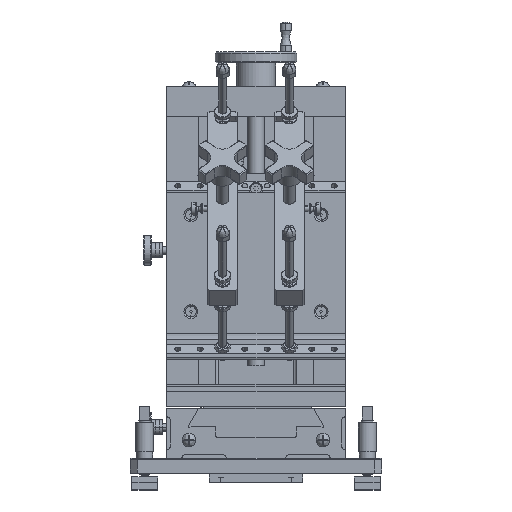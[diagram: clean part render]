
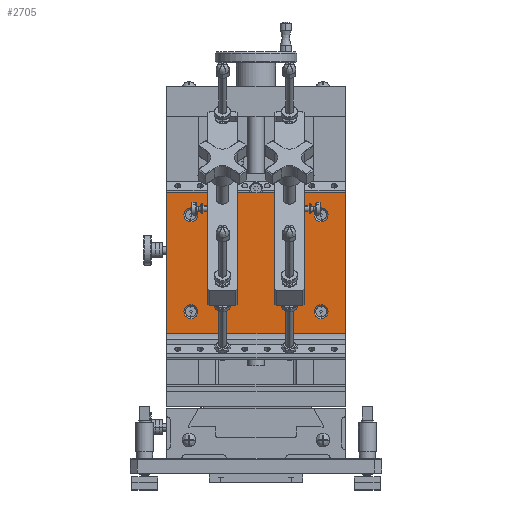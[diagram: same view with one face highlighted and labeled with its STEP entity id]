
A CAD part, top view. The second image highlights one B-rep face of the part: STEP entity #2705.
In plain terms, the highlighted planar face has unit normal (0, 0, 1).
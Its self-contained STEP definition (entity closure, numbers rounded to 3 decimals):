
#26 = CARTESIAN_POINT ( 'NONE',  ( -55.563, 214.723, 11.7 ) ) ;
#126 = EDGE_CURVE ( 'NONE', #32078, #26736, #26986, .T. ) ;
#475 = VERTEX_POINT ( 'NONE', #43681 ) ;
#1171 = VECTOR ( 'NONE', #1643, 1000. ) ;
#1643 = DIRECTION ( 'NONE',  ( 0., -1., 0. ) ) ;
#2511 = AXIS2_PLACEMENT_3D ( 'NONE', #44222, #13266, #20481 ) ;
#2691 = FACE_BOUND ( 'NONE', #3317, .T. ) ;
#2705 = ADVANCED_FACE ( 'NONE', ( #40418, #33644, #30245, #2691, #37465 ), #9462, .F. ) ;
#2727 = ORIENTED_EDGE ( 'NONE', *, *, #26538, .F. ) ;
#3031 = DIRECTION ( 'NONE',  ( 1., 0., 0. ) ) ;
#3317 = EDGE_LOOP ( 'NONE', ( #13539, #43330 ) ) ;
#3603 = CARTESIAN_POINT ( 'NONE',  ( 55.562, 226.602, 11.7 ) ) ;
#3963 = CIRCLE ( 'NONE', #2511, 5.939 ) ;
#4251 = CIRCLE ( 'NONE', #21546, 5.939 ) ;
#4377 = AXIS2_PLACEMENT_3D ( 'NONE', #14773, #11380, #18379 ) ;
#5116 = CARTESIAN_POINT ( 'NONE',  ( -55.563, 132.173, 11.7 ) ) ;
#5569 = CARTESIAN_POINT ( 'NONE',  ( 55.562, 220.662, 11.7 ) ) ;
#5779 = DIRECTION ( 'NONE',  ( 0., 1., 0. ) ) ;
#5978 = DIRECTION ( 'NONE',  ( 0., 1., 0. ) ) ;
#6399 = DIRECTION ( 'NONE',  ( 0., 1., 0. ) ) ;
#6465 = EDGE_CURVE ( 'NONE', #26302, #20620, #11470, .T. ) ;
#7296 = VERTEX_POINT ( 'NONE', #26 ) ;
#7324 = CARTESIAN_POINT ( 'NONE',  ( -55.563, 220.662, 11.7 ) ) ;
#7817 = CARTESIAN_POINT ( 'NONE',  ( 55.562, 138.112, 11.7 ) ) ;
#8355 = EDGE_CURVE ( 'NONE', #12516, #33691, #19731, .T. ) ;
#8715 = CARTESIAN_POINT ( 'NONE',  ( -76.2, 239.712, 11.7 ) ) ;
#8901 = ORIENTED_EDGE ( 'NONE', *, *, #6465, .F. ) ;
#8971 = CIRCLE ( 'NONE', #19765, 5.939 ) ;
#9201 = VERTEX_POINT ( 'NONE', #41612 ) ;
#9462 = PLANE ( 'NONE',  #11959 ) ;
#9695 = DIRECTION ( 'NONE',  ( 0., 0., -1. ) ) ;
#11308 = ORIENTED_EDGE ( 'NONE', *, *, #20208, .F. ) ;
#11376 = EDGE_CURVE ( 'NONE', #20156, #32078, #43225, .T. ) ;
#11380 = DIRECTION ( 'NONE',  ( 0., 0., 1. ) ) ;
#11470 = CIRCLE ( 'NONE', #36707, 5.939 ) ;
#11728 = EDGE_CURVE ( 'NONE', #9201, #20156, #15754, .T. ) ;
#11844 = ORIENTED_EDGE ( 'NONE', *, *, #126, .T. ) ;
#11959 = AXIS2_PLACEMENT_3D ( 'NONE', #40869, #9695, #43822 ) ;
#12090 = CARTESIAN_POINT ( 'NONE',  ( -55.563, 138.112, 11.7 ) ) ;
#12516 = VERTEX_POINT ( 'NONE', #26601 ) ;
#12627 = AXIS2_PLACEMENT_3D ( 'NONE', #7817, #38782, #21588 ) ;
#12737 = EDGE_CURVE ( 'NONE', #475, #36984, #26319, .T. ) ;
#13266 = DIRECTION ( 'NONE',  ( 0., 0., 1. ) ) ;
#13539 = ORIENTED_EDGE ( 'NONE', *, *, #23488, .F. ) ;
#14773 = CARTESIAN_POINT ( 'NONE',  ( -55.563, 220.662, 11.7 ) ) ;
#15697 = DIRECTION ( 'NONE',  ( 0., 1., 0. ) ) ;
#15754 = LINE ( 'NONE', #35042, #29656 ) ;
#17045 = DIRECTION ( 'NONE',  ( 0., 1., 0. ) ) ;
#17801 = EDGE_CURVE ( 'NONE', #7296, #39687, #4251, .T. ) ;
#17844 = CARTESIAN_POINT ( 'NONE',  ( 55.562, 132.173, 11.7 ) ) ;
#18131 = CARTESIAN_POINT ( 'NONE',  ( -76.2, 119.062, 11.7 ) ) ;
#18379 = DIRECTION ( 'NONE',  ( 0., 1., 0. ) ) ;
#18797 = CARTESIAN_POINT ( 'NONE',  ( -76.2, 239.712, 11.7 ) ) ;
#19320 = DIRECTION ( 'NONE',  ( 0., 0., 1. ) ) ;
#19731 = CIRCLE ( 'NONE', #30588, 5.939 ) ;
#19765 = AXIS2_PLACEMENT_3D ( 'NONE', #12090, #33537, #5978 ) ;
#19854 = DIRECTION ( 'NONE',  ( 0., 0., 1. ) ) ;
#20156 = VERTEX_POINT ( 'NONE', #8715 ) ;
#20208 = EDGE_CURVE ( 'NONE', #20620, #26302, #23175, .T. ) ;
#20481 = DIRECTION ( 'NONE',  ( 0., 1., 0. ) ) ;
#20620 = VERTEX_POINT ( 'NONE', #3603 ) ;
#21546 = AXIS2_PLACEMENT_3D ( 'NONE', #7324, #31502, #17045 ) ;
#21588 = DIRECTION ( 'NONE',  ( 0., 1., 0. ) ) ;
#23175 = CIRCLE ( 'NONE', #35453, 5.939 ) ;
#23488 = EDGE_CURVE ( 'NONE', #39687, #7296, #39710, .T. ) ;
#24434 = DIRECTION ( 'NONE',  ( -1., 0., 0. ) ) ;
#25785 = EDGE_LOOP ( 'NONE', ( #38862, #2727 ) ) ;
#26196 = VECTOR ( 'NONE', #3031, 1000. ) ;
#26302 = VERTEX_POINT ( 'NONE', #39180 ) ;
#26319 = CIRCLE ( 'NONE', #12627, 5.939 ) ;
#26538 = EDGE_CURVE ( 'NONE', #33691, #12516, #8971, .T. ) ;
#26584 = EDGE_LOOP ( 'NONE', ( #11308, #8901 ) ) ;
#26601 = CARTESIAN_POINT ( 'NONE',  ( -55.563, 144.052, 11.7 ) ) ;
#26736 = VERTEX_POINT ( 'NONE', #28305 ) ;
#26986 = LINE ( 'NONE', #44609, #26196 ) ;
#27086 = CARTESIAN_POINT ( 'NONE',  ( 55.562, 220.662, 11.7 ) ) ;
#28305 = CARTESIAN_POINT ( 'NONE',  ( 76.2, 119.062, 11.7 ) ) ;
#29656 = VECTOR ( 'NONE', #24434, 1000. ) ;
#29719 = ORIENTED_EDGE ( 'NONE', *, *, #31510, .F. ) ;
#30245 = FACE_BOUND ( 'NONE', #26584, .T. ) ;
#30588 = AXIS2_PLACEMENT_3D ( 'NONE', #35351, #39660, #15697 ) ;
#31019 = CARTESIAN_POINT ( 'NONE',  ( 76.2, 239.712, 11.7 ) ) ;
#31315 = EDGE_LOOP ( 'NONE', ( #34047, #34090, #37458, #11844 ) ) ;
#31502 = DIRECTION ( 'NONE',  ( 0., 0., 1. ) ) ;
#31510 = EDGE_CURVE ( 'NONE', #36984, #475, #3963, .T. ) ;
#31695 = VECTOR ( 'NONE', #6399, 1000. ) ;
#32078 = VERTEX_POINT ( 'NONE', #18131 ) ;
#33186 = DIRECTION ( 'NONE',  ( 0., 1., 0. ) ) ;
#33537 = DIRECTION ( 'NONE',  ( 0., 0., 1. ) ) ;
#33644 = FACE_BOUND ( 'NONE', #39263, .T. ) ;
#33691 = VERTEX_POINT ( 'NONE', #5116 ) ;
#34047 = ORIENTED_EDGE ( 'NONE', *, *, #42392, .T. ) ;
#34090 = ORIENTED_EDGE ( 'NONE', *, *, #11728, .T. ) ;
#35042 = CARTESIAN_POINT ( 'NONE',  ( 76.2, 239.712, 11.7 ) ) ;
#35351 = CARTESIAN_POINT ( 'NONE',  ( -55.563, 138.112, 11.7 ) ) ;
#35453 = AXIS2_PLACEMENT_3D ( 'NONE', #5569, #19320, #5779 ) ;
#35800 = CARTESIAN_POINT ( 'NONE',  ( -55.563, 226.602, 11.7 ) ) ;
#36573 = ORIENTED_EDGE ( 'NONE', *, *, #12737, .F. ) ;
#36707 = AXIS2_PLACEMENT_3D ( 'NONE', #27086, #19854, #33186 ) ;
#36984 = VERTEX_POINT ( 'NONE', #17844 ) ;
#37345 = LINE ( 'NONE', #31019, #31695 ) ;
#37458 = ORIENTED_EDGE ( 'NONE', *, *, #11376, .T. ) ;
#37465 = FACE_OUTER_BOUND ( 'NONE', #31315, .T. ) ;
#38782 = DIRECTION ( 'NONE',  ( 0., 0., 1. ) ) ;
#38862 = ORIENTED_EDGE ( 'NONE', *, *, #8355, .F. ) ;
#39180 = CARTESIAN_POINT ( 'NONE',  ( 55.562, 214.723, 11.7 ) ) ;
#39263 = EDGE_LOOP ( 'NONE', ( #36573, #29719 ) ) ;
#39660 = DIRECTION ( 'NONE',  ( 0., 0., 1. ) ) ;
#39687 = VERTEX_POINT ( 'NONE', #35800 ) ;
#39710 = CIRCLE ( 'NONE', #4377, 5.939 ) ;
#40418 = FACE_BOUND ( 'NONE', #25785, .T. ) ;
#40869 = CARTESIAN_POINT ( 'NONE',  ( 76.2, 119.062, 11.7 ) ) ;
#41612 = CARTESIAN_POINT ( 'NONE',  ( 76.2, 239.712, 11.7 ) ) ;
#42392 = EDGE_CURVE ( 'NONE', #26736, #9201, #37345, .T. ) ;
#43225 = LINE ( 'NONE', #18797, #1171 ) ;
#43330 = ORIENTED_EDGE ( 'NONE', *, *, #17801, .F. ) ;
#43681 = CARTESIAN_POINT ( 'NONE',  ( 55.562, 144.052, 11.7 ) ) ;
#43822 = DIRECTION ( 'NONE',  ( 0., -1., 0. ) ) ;
#44222 = CARTESIAN_POINT ( 'NONE',  ( 55.562, 138.112, 11.7 ) ) ;
#44609 = CARTESIAN_POINT ( 'NONE',  ( 76.2, 119.062, 11.7 ) ) ;
